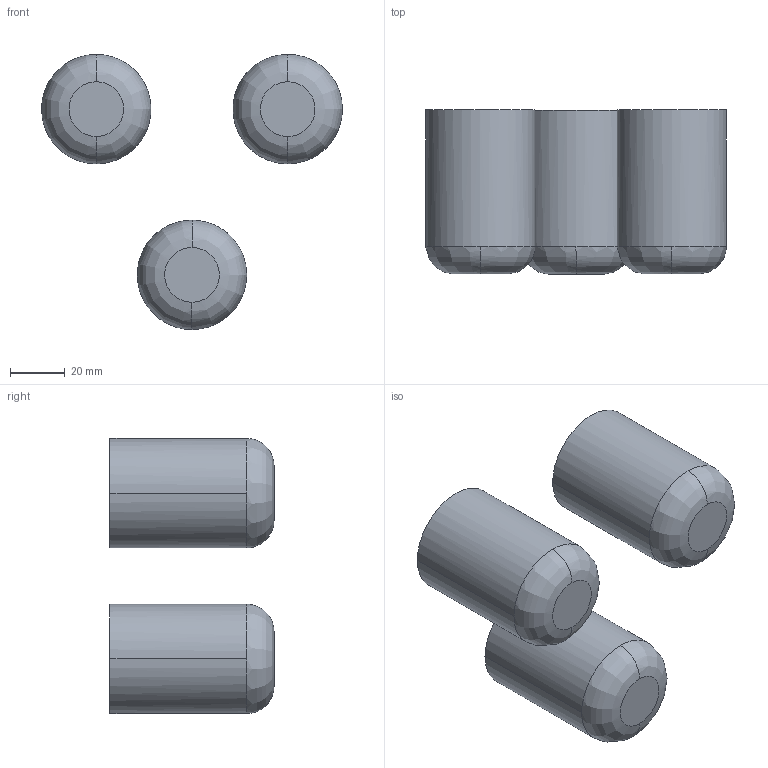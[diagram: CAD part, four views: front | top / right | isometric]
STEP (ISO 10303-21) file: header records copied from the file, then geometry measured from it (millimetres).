
FILE_DESCRIPTION (( 'STEP AP203' ), '1' );
FILE_NAME ('Bow_Sensors_Default_sldprt.STEP', '2020-08-14T00:47:32', ( '' ), ( '' ), 'SwSTEP 2.0', 'SolidWorks 2017', '' );
FILE_SCHEMA (( 'CONFIG_CONTROL_DESIGN' ));
Length unit declared in the file: millimetre
Products named in the file (1): Bow_Sensors_Default_sldprt
Bounding box: 110 x 60 x 100.62 mm (x, y, z)
Volume: 219007.7 mm3; surface area: 28407.8 mm2
Topology: 3 solids, 3 shells, 18 faces, 36 edges, 24 vertices
Faces by surface type: cylinder 6, bspline 6, plane 6
Entity records: 13379 total; most frequent: CARTESIAN_POINT 12985, ORIENTED_EDGE 72, DIRECTION 44, EDGE_CURVE 36, VERTEX_POINT 24, B_SPLINE_CURVE_WITH_KNOTS 24, AXIS2_PLACEMENT_3D 19, FACE_OUTER_BOUND 18
